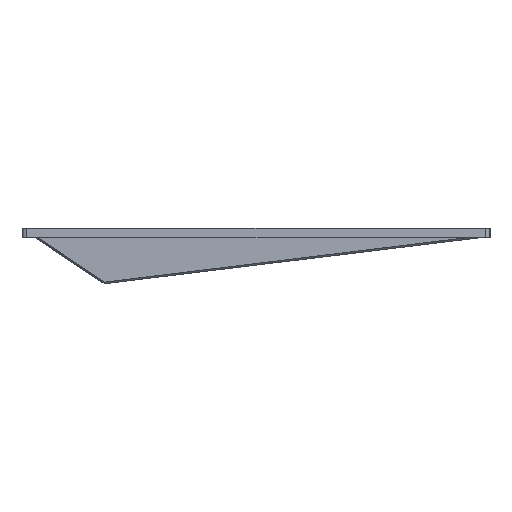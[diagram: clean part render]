
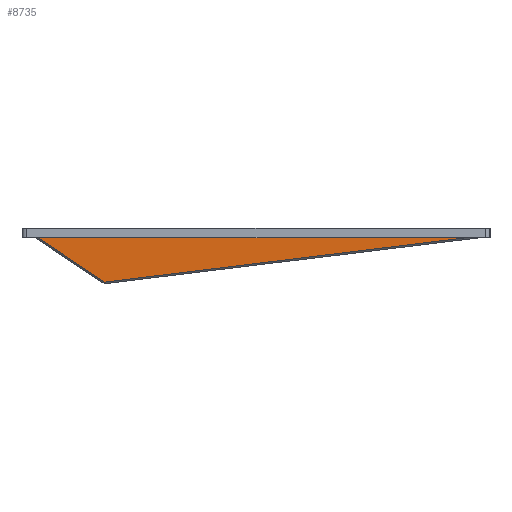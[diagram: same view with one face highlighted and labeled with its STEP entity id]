
A CAD part, left-side view. The second image highlights one B-rep face of the part: STEP entity #8735.
In plain terms, the highlighted planar face has unit normal (-1, 0, 0).
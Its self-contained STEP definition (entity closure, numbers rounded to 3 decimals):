
#323=PLANE('',#9074);
#738=FACE_OUTER_BOUND('',#1227,.T.);
#1227=EDGE_LOOP('',(#7329,#7330,#7331));
#1965=LINE('',#15823,#2811);
#1969=LINE('',#15830,#2815);
#1978=LINE('',#15847,#2824);
#2811=VECTOR('',#10121,10.);
#2815=VECTOR('',#10127,10.);
#2824=VECTOR('',#10144,10.);
#4143=VERTEX_POINT('',#15816);
#4145=VERTEX_POINT('',#15821);
#4146=VERTEX_POINT('',#15826);
#5263=EDGE_CURVE('',#4145,#4143,#1965,.T.);
#5267=EDGE_CURVE('',#4143,#4146,#1969,.T.);
#5276=EDGE_CURVE('',#4145,#4146,#1978,.T.);
#7329=ORIENTED_EDGE('',*,*,#5267,.F.);
#7330=ORIENTED_EDGE('',*,*,#5263,.F.);
#7331=ORIENTED_EDGE('',*,*,#5276,.T.);
#8735=ADVANCED_FACE('',(#738),#323,.F.);
#9074=AXIS2_PLACEMENT_3D('',#15846,#10142,#10143);
#10121=DIRECTION('',(0.,0.993,-0.122));
#10127=DIRECTION('',(0.,0.832,0.555));
#10142=DIRECTION('center_axis',(1.,0.,0.));
#10143=DIRECTION('ref_axis',(0.,1.,0.));
#10144=DIRECTION('',(0.,1.,0.));
#15816=CARTESIAN_POINT('',(-33.604,135.838,-29.697));
#15821=CARTESIAN_POINT('',(-33.604,3.923,-13.5));
#15823=CARTESIAN_POINT('',(-33.604,0.555,-13.086));
#15826=CARTESIAN_POINT('',(-33.604,160.112,-13.5));
#15830=CARTESIAN_POINT('',(-33.604,86.489,-62.627));
#15846=CARTESIAN_POINT('Origin',(-33.604,-1.,-38.));
#15847=CARTESIAN_POINT('',(-33.604,161.193,-13.5));
